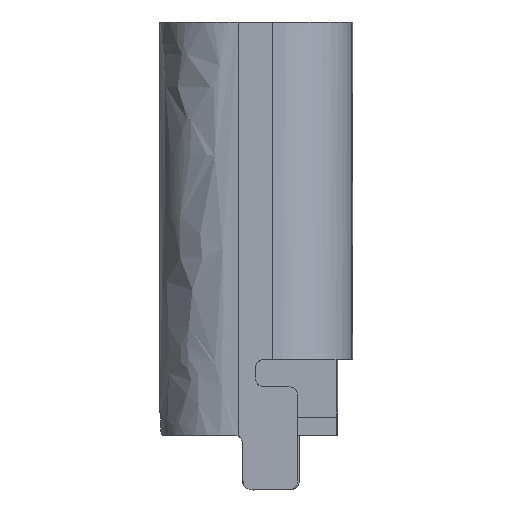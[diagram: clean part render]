
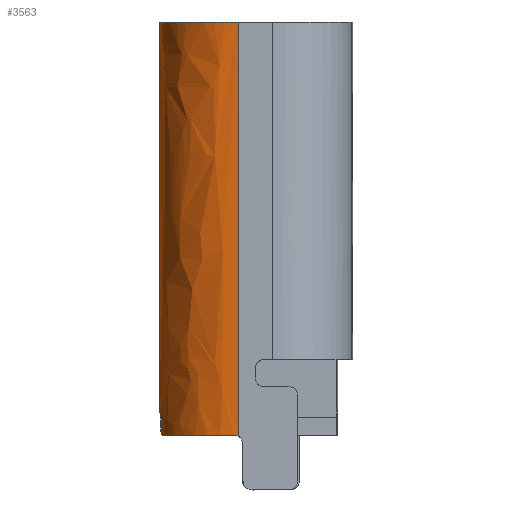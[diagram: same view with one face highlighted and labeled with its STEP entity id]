
A CAD part, left-side view. The second image highlights one B-rep face of the part: STEP entity #3563.
In plain terms, the highlighted free-form (B-spline) face has degree [1, 3] with [2, 4] control points.
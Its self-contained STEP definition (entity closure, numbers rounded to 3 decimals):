
#72 = CARTESIAN_POINT ( 'NONE',  ( -7.357, 3.093, 11.304 ) ) ;
#358 = CARTESIAN_POINT ( 'NONE',  ( -7.359, 3.045, 11.298 ) ) ;
#414 = CARTESIAN_POINT ( 'NONE',  ( -6.389, 4.277, 11.304 ) ) ;
#554 = ORIENTED_EDGE ( 'NONE', *, *, #4679, .F. ) ;
#620 = ORIENTED_EDGE ( 'NONE', *, *, #10802, .F. ) ;
#1230 = CARTESIAN_POINT ( 'NONE',  ( -6.816, 4.321, 18.104 ) ) ;
#1470 = CARTESIAN_POINT ( 'NONE',  ( -6.239, 4.306, 11.658 ) ) ;
#1499 = CARTESIAN_POINT ( 'NONE',  ( -7.359, 3.023, 11.286 ) ) ;
#1505 = CARTESIAN_POINT ( 'NONE',  ( -6.055, 4.319, 18.104 ) ) ;
#1570 = CARTESIAN_POINT ( 'NONE',  ( -6.239, 4.306, 11.658 ) ) ;
#1764 = EDGE_LOOP ( 'NONE', ( #554, #8653, #6566, #12115, #620, #11224, #15304, #6850, #7449 ) ) ;
#1829 = CARTESIAN_POINT ( 'NONE',  ( -6.281, 4.299, 11.454 ) ) ;
#2242 = CARTESIAN_POINT ( 'NONE',  ( -6.169, 4.314, 11.704 ) ) ;
#2875 = CARTESIAN_POINT ( 'NONE',  ( -6.911, 4.036, 11.304 ) ) ;
#3563 = ADVANCED_FACE ( 'NONE', ( #16689 ), #17155, .F. ) ;
#4333 = CARTESIAN_POINT ( 'NONE',  ( -6.055, 4.319, 11.245 ) ) ;
#4383 = CARTESIAN_POINT ( 'NONE',  ( -6.055, 4.319, 18.104 ) ) ;
#4386 = EDGE_CURVE ( 'NONE', #4956, #11818, #17148, .T. ) ;
#4406 = CARTESIAN_POINT ( 'NONE',  ( -6.396, 4.32, 18.104 ) ) ;
#4446 = CARTESIAN_POINT ( 'NONE',  ( -6.427, 4.265, 11.304 ) ) ;
#4471 = CARTESIAN_POINT ( 'NONE',  ( -6.427, 4.265, 11.304 ) ) ;
#4666 = CARTESIAN_POINT ( 'NONE',  ( -6.281, 4.299, 11.554 ) ) ;
#4679 = EDGE_CURVE ( 'NONE', #8609, #19682, #8780, .T. ) ;
#4956 = VERTEX_POINT ( 'NONE', #1829 ) ;
#5185 = EDGE_CURVE ( 'NONE', #13126, #8609, #16857, .T. ) ;
#5822 = CARTESIAN_POINT ( 'NONE',  ( -7.359, 3.023, 11.245 ) ) ;
#6075 = B_SPLINE_CURVE_WITH_KNOTS ( 'NONE', 3,
 ( #72, #12322, #19561, #2875, #18443, #4471 ),
 .UNSPECIFIED., .F., .F.,
 ( 4, 2, 4 ),
 ( 1.858, 2.471, 3.085 ),
 .UNSPECIFIED. ) ;
#6193 = CARTESIAN_POINT ( 'NONE',  ( -6.055, 4.319, 18.104 ) ) ;
#6464 = CARTESIAN_POINT ( 'NONE',  ( -7.357, 3.093, 11.304 ) ) ;
#6535 = B_SPLINE_CURVE_WITH_KNOTS ( 'NONE', 3,
 ( #10683, #9166, #13605, #15011 ),
 .UNSPECIFIED., .F., .F.,
 ( 4, 4 ),
 ( 1.568, 1.627 ),
 .UNSPECIFIED. ) ;
#6566 = ORIENTED_EDGE ( 'NONE', *, *, #17658, .T. ) ;
#6850 = ORIENTED_EDGE ( 'NONE', *, *, #9163, .F. ) ;
#7223 = CARTESIAN_POINT ( 'NONE',  ( -7.358, 3.364, 18.104 ) ) ;
#7265 = B_SPLINE_CURVE_WITH_KNOTS ( 'NONE', 3,
 ( #7572, #358, #15517, #6464 ),
 .UNSPECIFIED., .F., .F.,
 ( 4, 4 ),
 ( 0., 0. ),
 .UNSPECIFIED. ) ;
#7344 = CARTESIAN_POINT ( 'NONE',  ( -7.359, 3.023, 18.104 ) ) ;
#7435 = B_SPLINE_CURVE_WITH_KNOTS ( 'NONE', 1,
 ( #6193, #9117 ),
 .UNSPECIFIED., .F., .F.,
 ( 2, 2 ),
 ( -1., 0. ),
 .UNSPECIFIED. ) ;
#7449 = ORIENTED_EDGE ( 'NONE', *, *, #16364, .F. ) ;
#7572 = CARTESIAN_POINT ( 'NONE',  ( -7.359, 3.023, 11.286 ) ) ;
#7617 = CARTESIAN_POINT ( 'NONE',  ( -7.217, 3.7, 18.104 ) ) ;
#8609 = VERTEX_POINT ( 'NONE', #18509 ) ;
#8653 = ORIENTED_EDGE ( 'NONE', *, *, #5185, .F. ) ;
#8780 = B_SPLINE_CURVE_WITH_KNOTS ( 'NONE', 1,
 ( #11786, #12987 ),
 .UNSPECIFIED., .F., .F.,
 ( 2, 2 ),
 ( 0., 1. ),
 .UNSPECIFIED. ) ;
#9092 = CARTESIAN_POINT ( 'NONE',  ( -6.273, 4.301, 11.606 ) ) ;
#9117 = CARTESIAN_POINT ( 'NONE',  ( -6.055, 4.319, 11.704 ) ) ;
#9163 = EDGE_CURVE ( 'NONE', #11206, #9419, #6075, .T. ) ;
#9166 = CARTESIAN_POINT ( 'NONE',  ( -6.106, 4.318, 11.704 ) ) ;
#9286 = CARTESIAN_POINT ( 'NONE',  ( -6.255, 4.304, 11.64 ) ) ;
#9336 = CARTESIAN_POINT ( 'NONE',  ( -7.357, 3.093, 11.304 ) ) ;
#9419 = VERTEX_POINT ( 'NONE', #4446 ) ;
#9956 = CARTESIAN_POINT ( 'NONE',  ( -6.132, 4.317, 11.704 ) ) ;
#10683 = CARTESIAN_POINT ( 'NONE',  ( -6.132, 4.317, 11.704 ) ) ;
#10802 = EDGE_CURVE ( 'NONE', #11818, #17346, #19208, .T. ) ;
#10824 = CARTESIAN_POINT ( 'NONE',  ( -6.055, 4.319, 11.704 ) ) ;
#11206 = VERTEX_POINT ( 'NONE', #9336 ) ;
#11224 = ORIENTED_EDGE ( 'NONE', *, *, #4386, .F. ) ;
#11264 = EDGE_CURVE ( 'NONE', #4956, #9419, #12943, .T. ) ;
#11351 = CARTESIAN_POINT ( 'NONE',  ( -6.352, 4.285, 11.319 ) ) ;
#11786 = CARTESIAN_POINT ( 'NONE',  ( -7.359, 3.023, 18.104 ) ) ;
#11818 = VERTEX_POINT ( 'NONE', #16146 ) ;
#12052 = CARTESIAN_POINT ( 'NONE',  ( -6.733, 4.181, 18.104 ) ) ;
#12069 = CARTESIAN_POINT ( 'NONE',  ( -7.356, 3.784, 18.104 ) ) ;
#12115 = ORIENTED_EDGE ( 'NONE', *, *, #18896, .F. ) ;
#12151 = CARTESIAN_POINT ( 'NONE',  ( -7.359, 3.023, 18.104 ) ) ;
#12215 = CARTESIAN_POINT ( 'NONE',  ( -6.259, 4.303, 11.632 ) ) ;
#12322 = CARTESIAN_POINT ( 'NONE',  ( -7.341, 3.36, 11.304 ) ) ;
#12943 = B_SPLINE_CURVE_WITH_KNOTS ( 'NONE', 3,
 ( #17186, #12953, #19082, #11351, #414, #17569 ),
 .UNSPECIFIED., .F., .F.,
 ( 4, 2, 4 ),
 ( 0., 0., 0. ),
 .UNSPECIFIED. ) ;
#12953 = CARTESIAN_POINT ( 'NONE',  ( -6.281, 4.299, 11.414 ) ) ;
#12987 = CARTESIAN_POINT ( 'NONE',  ( -7.359, 3.023, 11.286 ) ) ;
#13126 = VERTEX_POINT ( 'NONE', #4383 ) ;
#13389 = CARTESIAN_POINT ( 'NONE',  ( -6.055, 4.319, 18.104 ) ) ;
#13431 = CARTESIAN_POINT ( 'NONE',  ( -6.244, 4.305, 11.653 ) ) ;
#13605 = CARTESIAN_POINT ( 'NONE',  ( -6.08, 4.319, 11.704 ) ) ;
#13729 = CARTESIAN_POINT ( 'NONE',  ( -6.209, 4.31, 11.689 ) ) ;
#14486 = CARTESIAN_POINT ( 'NONE',  ( -6.132, 4.317, 11.704 ) ) ;
#15009 = VERTEX_POINT ( 'NONE', #10824 ) ;
#15011 = CARTESIAN_POINT ( 'NONE',  ( -6.055, 4.319, 11.704 ) ) ;
#15187 = CARTESIAN_POINT ( 'NONE',  ( -7.356, 3.784, 11.245 ) ) ;
#15231 = CARTESIAN_POINT ( 'NONE',  ( -6.241, 4.306, 11.656 ) ) ;
#15304 = ORIENTED_EDGE ( 'NONE', *, *, #11264, .T. ) ;
#15425 = CARTESIAN_POINT ( 'NONE',  ( -6.248, 4.305, 11.649 ) ) ;
#15517 = CARTESIAN_POINT ( 'NONE',  ( -7.358, 3.069, 11.304 ) ) ;
#16146 = CARTESIAN_POINT ( 'NONE',  ( -6.281, 4.299, 11.554 ) ) ;
#16356 = CARTESIAN_POINT ( 'NONE',  ( -6.281, 4.299, 11.454 ) ) ;
#16364 = EDGE_CURVE ( 'NONE', #19682, #11206, #7265, .T. ) ;
#16689 = FACE_OUTER_BOUND ( 'NONE', #1764, .T. ) ;
#16857 = B_SPLINE_CURVE_WITH_KNOTS ( 'NONE', 3,
 ( #1505, #4406, #12052, #7617, #7223, #12151 ),
 .UNSPECIFIED., .F., .F.,
 ( 4, 2, 4 ),
 ( 1.568, 2.353, 3.138 ),
 .UNSPECIFIED. ) ;
#17148 = B_SPLINE_CURVE_WITH_KNOTS ( 'NONE', 1,
 ( #16356, #17955 ),
 .UNSPECIFIED., .F., .F.,
 ( 2, 2 ),
 ( 0., 1. ),
 .UNSPECIFIED. ) ;
#17155 =( BOUNDED_SURFACE ( )  B_SPLINE_SURFACE ( 1, 3, ( 
 ( #4333, #19811, #15187, #5822 ),
 ( #13389, #1230, #12069, #7344 ) ),
 .UNSPECIFIED., .F., .F., .F. ) 
 B_SPLINE_SURFACE_WITH_KNOTS ( ( 2, 2 ),
 ( 4, 4 ),
 ( 0., 1. ),
 ( 0., 1. ),
 .UNSPECIFIED. ) 
 GEOMETRIC_REPRESENTATION_ITEM ( )  RATIONAL_B_SPLINE_SURFACE ( (
 ( 1., 0.805, 0.805, 1.),
 ( 1., 0.805, 0.805, 1.) ) ) 
 REPRESENTATION_ITEM ( '' )  SURFACE ( )  );
#17186 = CARTESIAN_POINT ( 'NONE',  ( -6.281, 4.299, 11.454 ) ) ;
#17346 = VERTEX_POINT ( 'NONE', #14486 ) ;
#17569 = CARTESIAN_POINT ( 'NONE',  ( -6.427, 4.265, 11.304 ) ) ;
#17658 = EDGE_CURVE ( 'NONE', #13126, #15009, #7435, .T. ) ;
#17955 = CARTESIAN_POINT ( 'NONE',  ( -6.281, 4.299, 11.554 ) ) ;
#18443 = CARTESIAN_POINT ( 'NONE',  ( -6.684, 4.189, 11.304 ) ) ;
#18509 = CARTESIAN_POINT ( 'NONE',  ( -7.359, 3.023, 18.104 ) ) ;
#18896 = EDGE_CURVE ( 'NONE', #17346, #15009, #6535, .T. ) ;
#19082 = CARTESIAN_POINT ( 'NONE',  ( -6.297, 4.297, 11.376 ) ) ;
#19208 = B_SPLINE_CURVE_WITH_KNOTS ( 'NONE', 3,
 ( #4666, #19558, #9092, #12215, #9286, #15425, #13431, #15231, #1470, #1570, #13729, #2242, #9956 ),
 .UNSPECIFIED., .F., .F.,
 ( 4, 2, 2, 1, 2, 2, 4 ),
 ( 0., 0., 0., 0., 0., 0., 0. ),
 .UNSPECIFIED. ) ;
#19558 = CARTESIAN_POINT ( 'NONE',  ( -6.281, 4.299, 11.583 ) ) ;
#19561 = CARTESIAN_POINT ( 'NONE',  ( -7.244, 3.616, 11.304 ) ) ;
#19682 = VERTEX_POINT ( 'NONE', #1499 ) ;
#19811 = CARTESIAN_POINT ( 'NONE',  ( -6.816, 4.321, 11.245 ) ) ;
